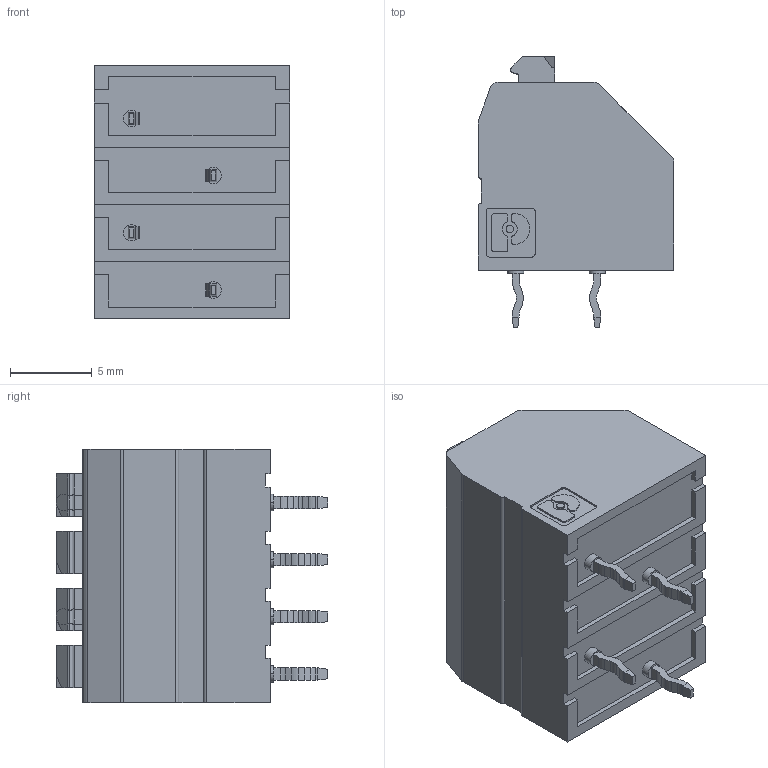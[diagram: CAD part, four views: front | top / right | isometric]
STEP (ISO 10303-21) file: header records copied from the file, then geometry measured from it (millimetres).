
FILE_DESCRIPTION(('SolidDesigner STEP Export'),'2;1');
FILE_NAME('ptsa_1.5_4-3.5-z.stp','2002-09-27T 8:31:22',(''),(''),'OneSpaceDesigner STEP processor Version: 9.0 (March 2001)for AP214(CD)(Solid Model)','CoCreate OneSpaceDesigner: 11.50A 18-Jul-2002(C) CoCreate Software GmbH','');
FILE_SCHEMA(('AUTOMOTIVE_DESIGN_CC2 {1 2 10303 214 -1 1 5 1}'));
Length unit declared in the file: millimetre
Products named in the file (2): ptsa_1.5_4-3.5-z
Assembly tree (1 placements, depth 2):
  ptsa_1.5_4-3.5-z
    ptsa_1.5_4-3.5-z
Bounding box: 12 x 16.6 x 15.5 mm (x, y, z)
Volume: 1766.1 mm3; surface area: 1328.2 mm2
Topology: 1 solids, 1 shells, 470 faces, 1256 edges, 806 vertices
Faces by surface type: plane 285, cylinder 139, cone 46
Entity records: 18748 total; most frequent: CARTESIAN_POINT 4027, ORIENTED_EDGE 2512, DIRECTION 1996, EDGE_CURVE 1256, VECTOR 814, LINE 814, VERTEX_POINT 806, AXIS2_PLACEMENT_3D 591
